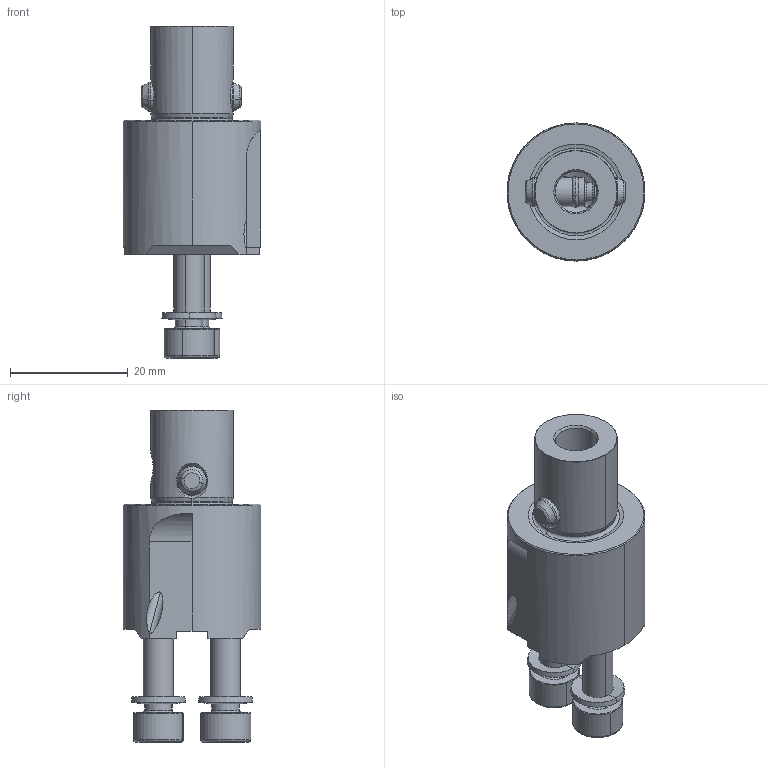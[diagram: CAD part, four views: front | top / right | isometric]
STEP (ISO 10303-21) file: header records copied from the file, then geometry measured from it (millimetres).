
FILE_DESCRIPTION(('no description'),'unknown implementation level');
FILE_NAME('4BB2685F-31E5-44D1-B9A7-0F7306362E5D_export.stp',' ',('CIMSOURCE GmbH'),('CADClick - KiM GmbH - www.kimweb.de'),'unknown preprocess','ACIS','unknown authorization');
FILE_SCHEMA(('automotive_design'));
Length unit declared in the file: millimetre
Products named in the file (7): 315.201 Kaiser TWN 25-33(40) X CK2|315.250 Kaiser ETL M5_5.15 X 23_Standard;NONE; 315.201 Kaiser TWN 25-33(40) X CK2|693.181 Kaiser ETL �5.3_9.2L 10S_Standard;NONE; 315.201 Kaiser TWN 25-33(40) X CK2|315.230 KaiserTW 25-40 X CK2B_Standard;NONE; 315.201 Kaiser TWN 25-33(40) X CK2|691.502 Kaiser ETL �5 X 17K_Standard|692.271 Skizze_Standard;NONE; 315.201 Kaiser TWN 25-33(40) X CK2|691.502 Kaiser ETL �5 X 17K_Standard|691.522 Mitnehmerbolzen_Standard;NONE
Bounding box: 23.4 x 23.4 x 56.3 mm (x, y, z)
Volume: 11524.5 mm3; surface area: 6511 mm2
Topology: 7 solids, 7 shells, 231 faces, 521 edges, 299 vertices
Faces by surface type: cone 70, cylinder 66, plane 59, torus 36
Entity records: 12851 total; most frequent: CARTESIAN_POINT 1608, DIRECTION 1217, STYLED_ITEM 1041, PRESENTATION_STYLE_ASSIGNMENT 1041, COLOUR_RGB 1041, ORIENTED_EDGE 1022, EDGE_CURVE 511, CURVE_STYLE 511
